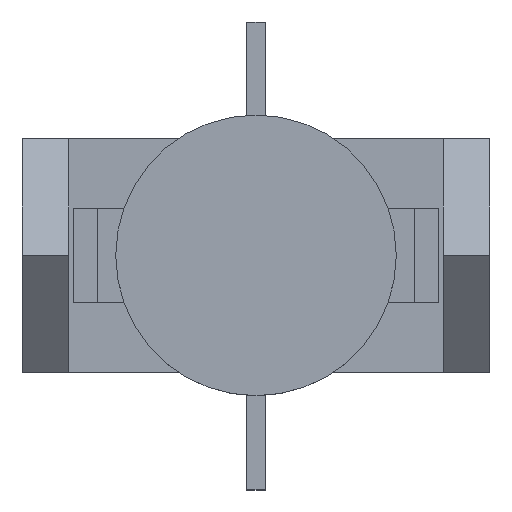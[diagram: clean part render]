
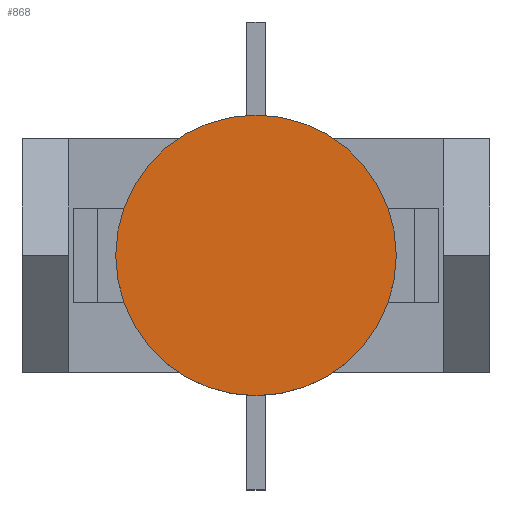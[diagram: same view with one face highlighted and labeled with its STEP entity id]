
A CAD part, top view. The second image highlights one B-rep face of the part: STEP entity #868.
In plain terms, the highlighted planar face has unit normal (0, 0, 1).
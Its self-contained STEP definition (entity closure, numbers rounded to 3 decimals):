
#31=CIRCLE('',#944,30.);
#99=FACE_OUTER_BOUND('',#156,.T.);
#156=EDGE_LOOP('',(#775));
#436=VERTEX_POINT('',#1407);
#548=EDGE_CURVE('',#436,#436,#31,.T.);
#775=ORIENTED_EDGE('',*,*,#548,.T.);
#819=PLANE('',#946);
#868=ADVANCED_FACE('',(#99),#819,.T.);
#944=AXIS2_PLACEMENT_3D('',#1408,#1165,#1166);
#946=AXIS2_PLACEMENT_3D('',#1412,#1170,#1171);
#1165=DIRECTION('center_axis',(0.,0.,1.));
#1166=DIRECTION('ref_axis',(-1.,0.,0.));
#1170=DIRECTION('center_axis',(0.,0.,1.));
#1171=DIRECTION('ref_axis',(-1.,0.,0.));
#1407=CARTESIAN_POINT('',(30.,0.,100.));
#1408=CARTESIAN_POINT('Origin',(0.,0.,100.));
#1412=CARTESIAN_POINT('Origin',(0.,0.,100.));
